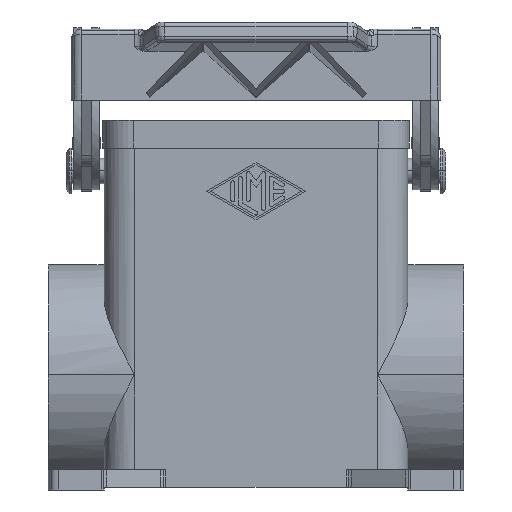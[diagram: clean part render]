
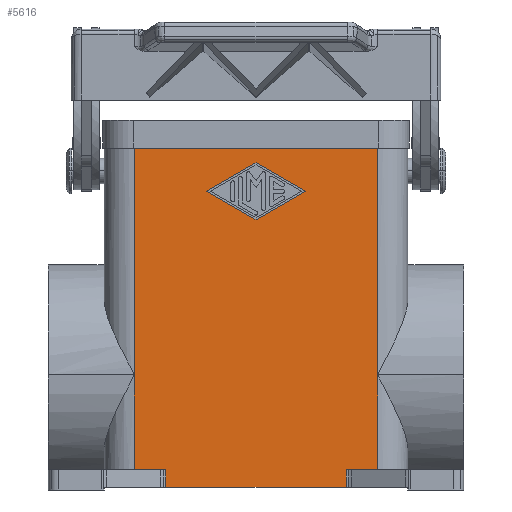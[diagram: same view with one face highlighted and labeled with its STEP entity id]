
A CAD part, front view. The second image highlights one B-rep face of the part: STEP entity #5616.
In plain terms, the highlighted planar face has unit normal (0, -1, 0).
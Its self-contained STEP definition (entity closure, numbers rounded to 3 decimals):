
#3473=CARTESIAN_POINT('',(24.,-21.75,-21.25));
#3474=VERTEX_POINT('',#3473);
#3635=CARTESIAN_POINT('',(-24.,-21.75,-21.25));
#3636=VERTEX_POINT('',#3635);
#4968=CARTESIAN_POINT('',(17.773,-21.75,-43.5));
#4969=VERTEX_POINT('',#4968);
#4977=CARTESIAN_POINT('',(-17.773,-21.75,-43.5));
#4978=VERTEX_POINT('',#4977);
#4979=CARTESIAN_POINT('',(17.773,-21.75,-43.5));
#4980=DIRECTION('',(-1.0,0.0,0.0));
#4981=VECTOR('',#4980,35.546);
#4982=LINE('',#4979,#4981);
#4983=EDGE_CURVE('',#4969,#4978,#4982,.T.);
#5241=CARTESIAN_POINT('',(-17.773,-21.75,-40.));
#5242=VERTEX_POINT('',#5241);
#5250=CARTESIAN_POINT('',(-24.,-21.75,-40.));
#5251=VERTEX_POINT('',#5250);
#5252=CARTESIAN_POINT('',(-24.,-21.75,-40.));
#5253=DIRECTION('',(1.0,0.0,0.0));
#5254=VECTOR('',#5253,6.227);
#5255=LINE('',#5252,#5254);
#5256=EDGE_CURVE('',#5251,#5242,#5255,.T.);
#5505=CARTESIAN_POINT('',(17.773,-21.75,-40.));
#5506=VERTEX_POINT('',#5505);
#5514=CARTESIAN_POINT('',(17.773,-21.75,-40.));
#5515=DIRECTION('',(0.0,0.0,-1.0));
#5516=VECTOR('',#5515,3.5);
#5517=LINE('',#5514,#5516);
#5518=EDGE_CURVE('',#5506,#4969,#5517,.T.);
#5524=CARTESIAN_POINT('',(24.,-21.75,1.5));
#5525=DIRECTION('',(0.0,-1.0,0.0));
#5526=DIRECTION('',(0.0,0.0,-1.0));
#5527=AXIS2_PLACEMENT_3D('',#5524,#5525,#5526);
#5528=PLANE('',#5527);
#5529=ORIENTED_EDGE('',*,*,#5518,.F.);
#5530=CARTESIAN_POINT('',(24.,-21.75,-40.));
#5531=VERTEX_POINT('',#5530);
#5532=CARTESIAN_POINT('',(17.773,-21.75,-40.));
#5533=DIRECTION('',(1.0,0.0,0.0));
#5534=VECTOR('',#5533,6.227);
#5535=LINE('',#5532,#5534);
#5536=EDGE_CURVE('',#5506,#5531,#5535,.T.);
#5537=ORIENTED_EDGE('',*,*,#5536,.T.);
#5538=CARTESIAN_POINT('',(24.,-21.75,-40.));
#5539=DIRECTION('',(0.0,0.0,1.0));
#5540=VECTOR('',#5539,18.75);
#5541=LINE('',#5538,#5540);
#5542=EDGE_CURVE('',#5531,#3474,#5541,.T.);
#5543=ORIENTED_EDGE('',*,*,#5542,.T.);
#5544=CARTESIAN_POINT('',(24.,-21.75,23.5));
#5545=VERTEX_POINT('',#5544);
#5546=CARTESIAN_POINT('',(24.,-21.75,-21.25));
#5547=DIRECTION('',(0.0,0.0,1.0));
#5548=VECTOR('',#5547,44.75);
#5549=LINE('',#5546,#5548);
#5550=EDGE_CURVE('',#3474,#5545,#5549,.T.);
#5551=ORIENTED_EDGE('',*,*,#5550,.T.);
#5552=CARTESIAN_POINT('',(-24.,-21.75,23.5));
#5553=VERTEX_POINT('',#5552);
#5554=CARTESIAN_POINT('',(24.,-21.75,23.5));
#5555=DIRECTION('',(-1.0,0.0,0.0));
#5556=VECTOR('',#5555,48.);
#5557=LINE('',#5554,#5556);
#5558=EDGE_CURVE('',#5545,#5553,#5557,.T.);
#5559=ORIENTED_EDGE('',*,*,#5558,.T.);
#5560=CARTESIAN_POINT('',(-24.,-21.75,-21.25));
#5561=DIRECTION('',(0.0,0.0,1.0));
#5562=VECTOR('',#5561,44.75);
#5563=LINE('',#5560,#5562);
#5564=EDGE_CURVE('',#3636,#5553,#5563,.T.);
#5565=ORIENTED_EDGE('',*,*,#5564,.F.);
#5566=CARTESIAN_POINT('',(-24.,-21.75,-40.));
#5567=DIRECTION('',(0.0,0.0,1.0));
#5568=VECTOR('',#5567,18.75);
#5569=LINE('',#5566,#5568);
#5570=EDGE_CURVE('',#5251,#3636,#5569,.T.);
#5571=ORIENTED_EDGE('',*,*,#5570,.F.);
#5572=ORIENTED_EDGE('',*,*,#5256,.T.);
#5573=CARTESIAN_POINT('',(-17.773,-21.75,-43.5));
#5574=DIRECTION('',(0.0,0.0,1.0));
#5575=VECTOR('',#5574,3.5);
#5576=LINE('',#5573,#5575);
#5577=EDGE_CURVE('',#4978,#5242,#5576,.T.);
#5578=ORIENTED_EDGE('',*,*,#5577,.F.);
#5579=ORIENTED_EDGE('',*,*,#4983,.F.);
#5580=EDGE_LOOP('',(#5529,#5537,#5543,#5551,#5559,#5565,#5571,#5572,#5578,#5579));
#5581=FACE_OUTER_BOUND('',#5580,.T.);
#5582=CARTESIAN_POINT('',(0.,-21.75,9.375));
#5583=VERTEX_POINT('',#5582);
#5584=CARTESIAN_POINT('',(-9.75,-21.75,15.));
#5585=VERTEX_POINT('',#5584);
#5586=CARTESIAN_POINT('',(0.,-21.75,9.375));
#5587=DIRECTION('',(-0.866,0.0,0.5));
#5588=VECTOR('',#5587,11.256);
#5589=LINE('',#5586,#5588);
#5590=EDGE_CURVE('',#5583,#5585,#5589,.T.);
#5591=ORIENTED_EDGE('',*,*,#5590,.T.);
#5592=CARTESIAN_POINT('',(0.,-21.75,20.625));
#5593=VERTEX_POINT('',#5592);
#5594=CARTESIAN_POINT('',(-9.75,-21.75,15.));
#5595=DIRECTION('',(0.866,0.0,0.5));
#5596=VECTOR('',#5595,11.256);
#5597=LINE('',#5594,#5596);
#5598=EDGE_CURVE('',#5585,#5593,#5597,.T.);
#5599=ORIENTED_EDGE('',*,*,#5598,.T.);
#5600=CARTESIAN_POINT('',(9.75,-21.75,15.));
#5601=VERTEX_POINT('',#5600);
#5602=CARTESIAN_POINT('',(0.,-21.75,20.625));
#5603=DIRECTION('',(0.866,0.0,-0.5));
#5604=VECTOR('',#5603,11.256);
#5605=LINE('',#5602,#5604);
#5606=EDGE_CURVE('',#5593,#5601,#5605,.T.);
#5607=ORIENTED_EDGE('',*,*,#5606,.T.);
#5608=CARTESIAN_POINT('',(9.75,-21.75,15.));
#5609=DIRECTION('',(-0.866,0.0,-0.5));
#5610=VECTOR('',#5609,11.256);
#5611=LINE('',#5608,#5610);
#5612=EDGE_CURVE('',#5601,#5583,#5611,.T.);
#5613=ORIENTED_EDGE('',*,*,#5612,.T.);
#5614=EDGE_LOOP('',(#5591,#5599,#5607,#5613));
#5615=FACE_BOUND('',#5614,.T.);
#5616=ADVANCED_FACE('',(#5581,#5615),#5528,.T.);
